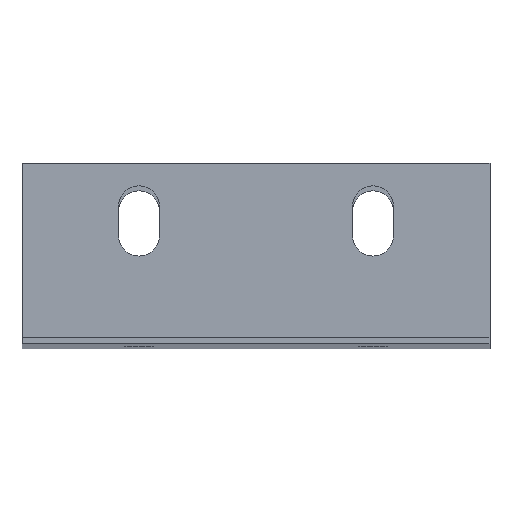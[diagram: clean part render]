
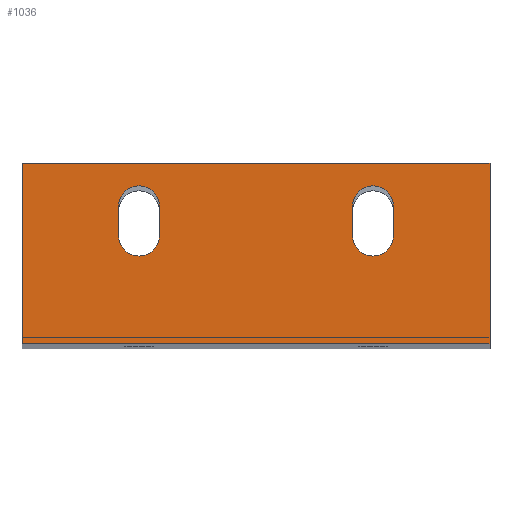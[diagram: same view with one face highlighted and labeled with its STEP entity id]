
A CAD part, top view. The second image highlights one B-rep face of the part: STEP entity #1036.
In plain terms, the highlighted planar face has unit normal (0, 0, 1).
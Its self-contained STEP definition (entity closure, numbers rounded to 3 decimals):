
#44=FACE_BOUND('',#148,.T.);
#45=FACE_BOUND('',#149,.T.);
#74=CIRCLE('',#1138,3.5);
#75=CIRCLE('',#1139,3.5);
#76=CIRCLE('',#1140,3.5);
#77=CIRCLE('',#1141,3.5);
#83=FACE_OUTER_BOUND('',#147,.T.);
#147=EDGE_LOOP('',(#748,#749,#750,#751,#752,#753));
#148=EDGE_LOOP('',(#754,#755,#756,#757));
#149=EDGE_LOOP('',(#758,#759,#760,#761));
#222=LINE('',#1549,#334);
#253=LINE('',#1643,#365);
#254=LINE('',#1645,#366);
#255=LINE('',#1647,#367);
#256=LINE('',#1649,#368);
#257=LINE('',#1650,#369);
#258=LINE('',#1655,#370);
#259=LINE('',#1658,#371);
#260=LINE('',#1663,#372);
#261=LINE('',#1666,#373);
#334=VECTOR('',#1246,10.);
#365=VECTOR('',#1315,10.);
#366=VECTOR('',#1316,10.);
#367=VECTOR('',#1317,10.);
#368=VECTOR('',#1318,10.);
#369=VECTOR('',#1319,10.);
#370=VECTOR('',#1322,10.);
#371=VECTOR('',#1325,10.);
#372=VECTOR('',#1328,10.);
#373=VECTOR('',#1331,10.);
#457=VERTEX_POINT('',#1546);
#458=VERTEX_POINT('',#1548);
#502=VERTEX_POINT('',#1642);
#503=VERTEX_POINT('',#1644);
#504=VERTEX_POINT('',#1646);
#505=VERTEX_POINT('',#1648);
#506=VERTEX_POINT('',#1651);
#507=VERTEX_POINT('',#1652);
#508=VERTEX_POINT('',#1654);
#509=VERTEX_POINT('',#1656);
#510=VERTEX_POINT('',#1659);
#511=VERTEX_POINT('',#1660);
#512=VERTEX_POINT('',#1662);
#513=VERTEX_POINT('',#1664);
#554=EDGE_CURVE('',#458,#457,#222,.T.);
#601=EDGE_CURVE('',#502,#457,#253,.T.);
#602=EDGE_CURVE('',#503,#502,#254,.T.);
#603=EDGE_CURVE('',#504,#503,#255,.T.);
#604=EDGE_CURVE('',#504,#505,#256,.T.);
#605=EDGE_CURVE('',#505,#458,#257,.T.);
#606=EDGE_CURVE('',#506,#507,#74,.T.);
#607=EDGE_CURVE('',#507,#508,#258,.T.);
#608=EDGE_CURVE('',#508,#509,#75,.T.);
#609=EDGE_CURVE('',#509,#506,#259,.T.);
#610=EDGE_CURVE('',#510,#511,#76,.T.);
#611=EDGE_CURVE('',#511,#512,#260,.T.);
#612=EDGE_CURVE('',#512,#513,#77,.T.);
#613=EDGE_CURVE('',#513,#510,#261,.T.);
#748=ORIENTED_EDGE('',*,*,#601,.F.);
#749=ORIENTED_EDGE('',*,*,#602,.F.);
#750=ORIENTED_EDGE('',*,*,#603,.F.);
#751=ORIENTED_EDGE('',*,*,#604,.T.);
#752=ORIENTED_EDGE('',*,*,#605,.T.);
#753=ORIENTED_EDGE('',*,*,#554,.T.);
#754=ORIENTED_EDGE('',*,*,#606,.T.);
#755=ORIENTED_EDGE('',*,*,#607,.T.);
#756=ORIENTED_EDGE('',*,*,#608,.T.);
#757=ORIENTED_EDGE('',*,*,#609,.T.);
#758=ORIENTED_EDGE('',*,*,#610,.T.);
#759=ORIENTED_EDGE('',*,*,#611,.T.);
#760=ORIENTED_EDGE('',*,*,#612,.T.);
#761=ORIENTED_EDGE('',*,*,#613,.T.);
#951=PLANE('',#1137);
#1036=ADVANCED_FACE('',(#83,#44,#45),#951,.F.);
#1137=AXIS2_PLACEMENT_3D('',#1641,#1313,#1314);
#1138=AXIS2_PLACEMENT_3D('',#1653,#1320,#1321);
#1139=AXIS2_PLACEMENT_3D('',#1657,#1323,#1324);
#1140=AXIS2_PLACEMENT_3D('',#1661,#1326,#1327);
#1141=AXIS2_PLACEMENT_3D('',#1665,#1329,#1330);
#1246=DIRECTION('',(1.,0.,0.));
#1313=DIRECTION('center_axis',(0.,0.,
-1.));
#1314=DIRECTION('ref_axis',(0.,1.,0.));
#1315=DIRECTION('',(0.,-1.,0.));
#1316=DIRECTION('',(0.,-1.,0.));
#1317=DIRECTION('',(1.,0.,0.));
#1318=DIRECTION('',(0.,-1.,0.));
#1319=DIRECTION('',(0.,-1.,0.));
#1320=DIRECTION('center_axis',(0.,0.,
-1.));
#1321=DIRECTION('ref_axis',(1.,0.,0.));
#1322=DIRECTION('',(0.,1.,0.));
#1323=DIRECTION('center_axis',(0.,0.,
-1.));
#1324=DIRECTION('ref_axis',(-1.,0.,0.));
#1325=DIRECTION('',(0.,-1.,0.));
#1326=DIRECTION('center_axis',(0.,0.,
-1.));
#1327=DIRECTION('ref_axis',(1.,0.,0.));
#1328=DIRECTION('',(0.,1.,0.));
#1329=DIRECTION('center_axis',(0.,0.,
-1.));
#1330=DIRECTION('ref_axis',(-1.,0.,0.));
#1331=DIRECTION('',(0.,-1.,0.));
#1546=CARTESIAN_POINT('',(40.,0.,248.369));
#1548=CARTESIAN_POINT('',(-40.,0.,248.369));
#1549=CARTESIAN_POINT('',(0.,0.,248.369));
#1641=CARTESIAN_POINT('Origin',(0.,-508.881,
248.369));
#1642=CARTESIAN_POINT('',(40.,2.,248.369));
#1643=CARTESIAN_POINT('',(40.,-255.315,248.369));
#1644=CARTESIAN_POINT('',(40.,30.869,248.369));
#1645=CARTESIAN_POINT('',(40.,0.369,248.369));
#1646=CARTESIAN_POINT('',(-40.,30.869,248.369));
#1647=CARTESIAN_POINT('',(-40.,30.869,248.369));
#1648=CARTESIAN_POINT('',(-40.,2.,248.369));
#1649=CARTESIAN_POINT('',(-40.,0.369,248.369));
#1650=CARTESIAN_POINT('',(-40.,-253.44,248.369));
#1651=CARTESIAN_POINT('',(-16.5,18.5,248.369));
#1652=CARTESIAN_POINT('',(-23.5,18.5,248.369));
#1653=CARTESIAN_POINT('Origin',(-20.,18.5,248.369));
#1654=CARTESIAN_POINT('',(-23.5,23.5,248.369));
#1655=CARTESIAN_POINT('',(-23.5,-242.69,248.369));
#1656=CARTESIAN_POINT('',(-16.5,23.5,248.369));
#1657=CARTESIAN_POINT('Origin',(-20.,23.5,248.369));
#1658=CARTESIAN_POINT('',(-16.5,-245.19,248.369));
#1659=CARTESIAN_POINT('',(23.5,18.5,248.369));
#1660=CARTESIAN_POINT('',(16.5,18.5,248.369));
#1661=CARTESIAN_POINT('Origin',(20.,18.5,248.369));
#1662=CARTESIAN_POINT('',(16.5,23.5,248.369));
#1663=CARTESIAN_POINT('',(16.5,-242.69,248.369));
#1664=CARTESIAN_POINT('',(23.5,23.5,248.369));
#1665=CARTESIAN_POINT('Origin',(20.,23.5,248.369));
#1666=CARTESIAN_POINT('',(23.5,-245.19,248.369));
